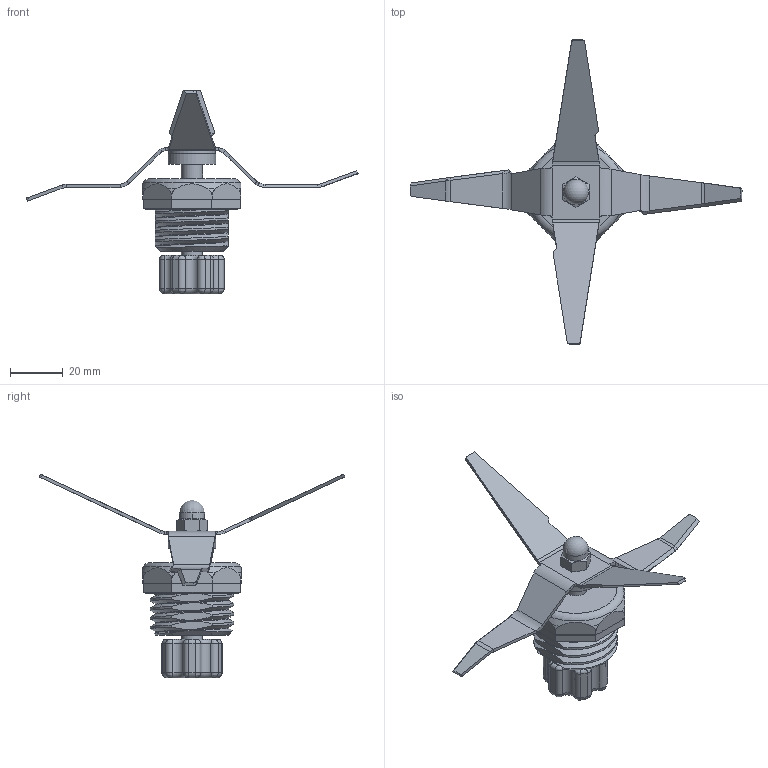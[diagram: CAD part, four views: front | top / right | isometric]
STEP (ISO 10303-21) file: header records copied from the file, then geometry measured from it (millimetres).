
FILE_DESCRIPTION(/* description */ (''),/* implementation_level */ '2;1');
FILE_NAME(/* name */ 'blender knife assemblies.stp',/* time_stamp */ '2018-04-16T10:22:41+09:00',/* author */ (''),/* organization */ (''),/* preprocessor_version */ 'ST-DEVELOPER v16',/* originating_system */ 'SIEMENS PLM Software NX 11.0',/* authorisation */ '');
FILE_SCHEMA (('AUTOMOTIVE_DESIGN { 1 0 10303 214 3 1 1 1 }'));
Products named in the file (1): 170529_m_h_01
Bounding box: 125.31 x 115.34 x 76.86 mm (x, y, z)
Volume: 33974.1 mm3; surface area: 32411.3 mm2
Topology: 14 solids, 14 shells, 675 faces, 1708 edges, 1092 vertices
Faces by surface type: cylinder 242, plane 188, bspline 127, torus 72, cone 45, sphere 1
Full cylindrical faces by diameter (mm): 2 x2, 6 x1, 7.95 x1, 8 x1, 8.05 x1, 8.1 x1, 8.5 x2, 9.5 x1, 11.5 x1, 12.95 x1, 15 x2, 17.6 x1, 18 x1, 18.5 x1, 22 x1, 30 x1
Entity records: 42526 total; most frequent: CARTESIAN_POINT 27358, ORIENTED_EDGE 3312, DIRECTION 2848, EDGE_CURVE 1656, AXIS2_PLACEMENT_3D 1170, VERTEX_POINT 1079, EDGE_LOOP 765, ADVANCED_FACE 673
